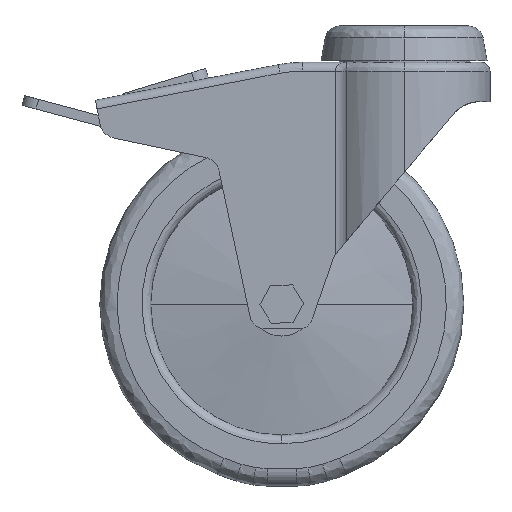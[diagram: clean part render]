
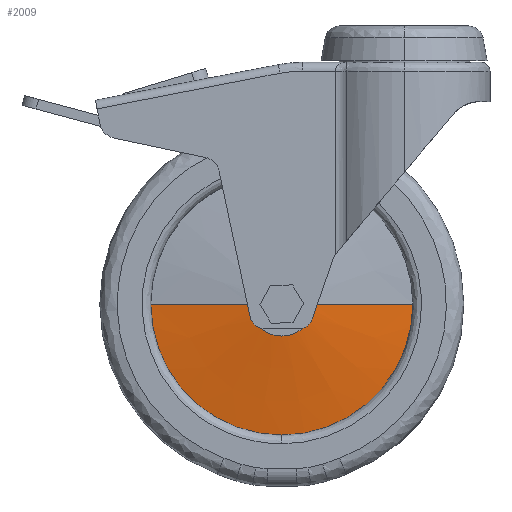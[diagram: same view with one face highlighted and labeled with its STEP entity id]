
A CAD part, left-side view. The second image highlights one B-rep face of the part: STEP entity #2009.
In plain terms, the highlighted conical face has half-angle 81.964 degrees and reference radius 45 mm.
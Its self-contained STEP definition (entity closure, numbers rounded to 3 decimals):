
#147 = ORIENTED_EDGE ( 'NONE', *, *, #5672, .T. ) ;
#291 = ORIENTED_EDGE ( 'NONE', *, *, #3813, .T. ) ;
#704 = VERTEX_POINT ( 'NONE', #775 ) ;
#775 = CARTESIAN_POINT ( 'NONE',  ( -17.5, 53., 62.5 ) ) ;
#1068 = AXIS2_PLACEMENT_3D ( 'NONE', #3845, #1743, #1187 ) ;
#1107 = ORIENTED_EDGE ( 'NONE', *, *, #2529, .F. ) ;
#1187 = DIRECTION ( 'NONE',  ( 0., 1., 0. ) ) ;
#1248 = VERTEX_POINT ( 'NONE', #8321 ) ;
#1269 = AXIS2_PLACEMENT_3D ( 'NONE', #7089, #3712, #8430 ) ;
#1288 = CIRCLE ( 'NONE', #1269, 45. ) ;
#1322 = LINE ( 'NONE', #3356, #4160 ) ;
#1531 = CARTESIAN_POINT ( 'NONE',  ( -17.5, 31., 62.5 ) ) ;
#1743 = DIRECTION ( 'NONE',  ( -1., 0., 0. ) ) ;
#2009 = ADVANCED_FACE ( 'NONE', ( #8367 ), #6581, .T. ) ;
#2529 = EDGE_CURVE ( 'NONE', #704, #6215, #3580, .T. ) ;
#3356 = CARTESIAN_POINT ( 'NONE',  ( -12.7, 87., 62.5 ) ) ;
#3580 = CIRCLE ( 'NONE', #1068, 11. ) ;
#3609 = LINE ( 'NONE', #5608, #5464 ) ;
#3712 = DIRECTION ( 'NONE',  ( -1., 0., 0. ) ) ;
#3813 = EDGE_CURVE ( 'NONE', #1248, #6373, #1288, .T. ) ;
#3845 = CARTESIAN_POINT ( 'NONE',  ( -17.5, 42., 62.5 ) ) ;
#4003 = CARTESIAN_POINT ( 'NONE',  ( -12.7, 42., 62.5 ) ) ;
#4045 = EDGE_CURVE ( 'NONE', #6215, #6373, #3609, .T. ) ;
#4160 = VECTOR ( 'NONE', #7363, 1000. ) ;
#5288 = DIRECTION ( 'NONE',  ( 1., 0., 0. ) ) ;
#5464 = VECTOR ( 'NONE', #6957, 1000. ) ;
#5608 = CARTESIAN_POINT ( 'NONE',  ( -12.7, -3., 62.5 ) ) ;
#5672 = EDGE_CURVE ( 'NONE', #704, #1248, #1322, .T. ) ;
#6215 = VERTEX_POINT ( 'NONE', #1531 ) ;
#6373 = VERTEX_POINT ( 'NONE', #8566 ) ;
#6581 = CONICAL_SURFACE ( 'NONE', #6888, 45., 1.431 ) ;
#6625 = DIRECTION ( 'NONE',  ( 0., 1., 0. ) ) ;
#6691 = ORIENTED_EDGE ( 'NONE', *, *, #4045, .F. ) ;
#6888 = AXIS2_PLACEMENT_3D ( 'NONE', #4003, #5288, #6625 ) ;
#6957 = DIRECTION ( 'NONE',  ( 0.14, -0.99, 0. ) ) ;
#7089 = CARTESIAN_POINT ( 'NONE',  ( -12.7, 42., 62.5 ) ) ;
#7363 = DIRECTION ( 'NONE',  ( 0.14, 0.99, 0. ) ) ;
#8321 = CARTESIAN_POINT ( 'NONE',  ( -12.7, 87., 62.5 ) ) ;
#8367 = FACE_OUTER_BOUND ( 'NONE', #8650, .T. ) ;
#8430 = DIRECTION ( 'NONE',  ( 0., 0., 1. ) ) ;
#8566 = CARTESIAN_POINT ( 'NONE',  ( -12.7, -3., 62.5 ) ) ;
#8650 = EDGE_LOOP ( 'NONE', ( #6691, #1107, #147, #291 ) ) ;
